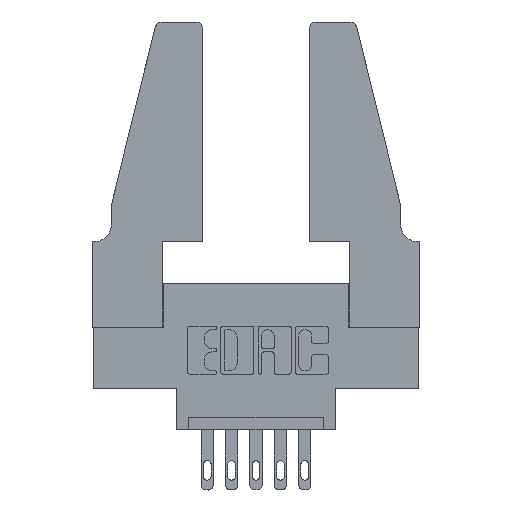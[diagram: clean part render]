
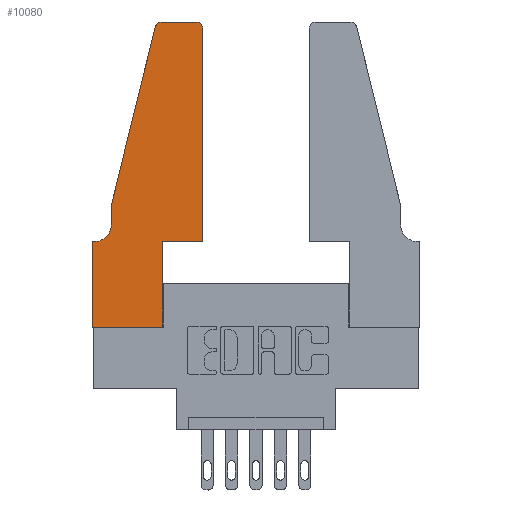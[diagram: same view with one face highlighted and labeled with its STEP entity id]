
A CAD part, top view. The second image highlights one B-rep face of the part: STEP entity #10080.
In plain terms, the highlighted planar face has unit normal (0, 0, 1).
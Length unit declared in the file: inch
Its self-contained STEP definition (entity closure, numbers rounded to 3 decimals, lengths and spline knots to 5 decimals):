
#210 = VERTEX_POINT ( 'NONE', #6233 ) ;
#238 = EDGE_LOOP ( 'NONE', ( #8785, #10768, #5601, #5630, #7145, #3648, #9757, #5240, #8674, #3543, #5406, #7963 ) ) ;
#296 = VECTOR ( 'NONE', #4590, 39.37008 ) ;
#450 = DIRECTION ( 'NONE',  ( 0., 1., 0. ) ) ;
#606 = DIRECTION ( 'NONE',  ( 0., 1., 0. ) ) ;
#780 = VECTOR ( 'NONE', #1850, 39.37008 ) ;
#781 = AXIS2_PLACEMENT_3D ( 'NONE', #4171, #3202, #4053 ) ;
#784 = VERTEX_POINT ( 'NONE', #6368 ) ;
#800 = CIRCLE ( 'NONE', #4922, 0.07 ) ;
#1037 = CARTESIAN_POINT ( 'NONE',  ( 0.2605, 1.25, 0.37 ) ) ;
#1046 = DIRECTION ( 'NONE',  ( -1., 0., 0. ) ) ;
#1165 = LINE ( 'NONE', #2804, #7092 ) ;
#1495 = VERTEX_POINT ( 'NONE', #9059 ) ;
#1563 = CARTESIAN_POINT ( 'NONE',  ( 0.25487, 1.22718, 0.37 ) ) ;
#1850 = DIRECTION ( 'NONE',  ( 0., -1., 0. ) ) ;
#1932 = LINE ( 'NONE', #5745, #9647 ) ;
#1965 = DIRECTION ( 'NONE',  ( 1., 0., 0. ) ) ;
#2004 = CARTESIAN_POINT ( 'NONE',  ( 0.0755, 0.5, 0.37 ) ) ;
#2006 = CARTESIAN_POINT ( 'NONE',  ( 0.0055, 0.42, 0.37 ) ) ;
#2091 = VECTOR ( 'NONE', #5427, 39.37008 ) ;
#2111 = EDGE_CURVE ( 'NONE', #210, #6703, #6450, .T. ) ;
#2156 = EDGE_CURVE ( 'NONE', #9513, #784, #800, .T. ) ;
#2160 = VERTEX_POINT ( 'NONE', #7010 ) ;
#2161 = DIRECTION ( 'NONE',  ( 1., 0., 0. ) ) ;
#2477 = DIRECTION ( 'NONE',  ( 1., 0., 0. ) ) ;
#2775 = DIRECTION ( 'NONE',  ( -1., 0., 0. ) ) ;
#2804 = CARTESIAN_POINT ( 'NONE',  ( 0.4505, 0.35, 0.37 ) ) ;
#3001 = EDGE_CURVE ( 'NONE', #10096, #9513, #9261, .T. ) ;
#3202 = DIRECTION ( 'NONE',  ( 0., 0., 1. ) ) ;
#3223 = VERTEX_POINT ( 'NONE', #1563 ) ;
#3543 = ORIENTED_EDGE ( 'NONE', *, *, #9972, .T. ) ;
#3648 = ORIENTED_EDGE ( 'NONE', *, *, #10737, .T. ) ;
#3759 = CARTESIAN_POINT ( 'NONE',  ( 0.4505, 0.35, 0.37 ) ) ;
#3781 = DIRECTION ( 'NONE',  ( 0., 0., 1. ) ) ;
#3829 = CARTESIAN_POINT ( 'NONE',  ( 0.2865, 0., 0.37 ) ) ;
#4053 = DIRECTION ( 'NONE',  ( 1., 0., 0. ) ) ;
#4171 = CARTESIAN_POINT ( 'NONE',  ( 0.284, 1.22, 0.37 ) ) ;
#4180 = LINE ( 'NONE', #7181, #2091 ) ;
#4305 = FACE_OUTER_BOUND ( 'NONE', #238, .T. ) ;
#4590 = DIRECTION ( 'NONE',  ( -0.239, -0.971, 0. ) ) ;
#4825 = AXIS2_PLACEMENT_3D ( 'NONE', #5668, #10796, #2477 ) ;
#4841 = EDGE_CURVE ( 'NONE', #2160, #3223, #6265, .T. ) ;
#4922 = AXIS2_PLACEMENT_3D ( 'NONE', #2006, #10475, #2775 ) ;
#5238 = LINE ( 'NONE', #1037, #8414 ) ;
#5240 = ORIENTED_EDGE ( 'NONE', *, *, #2111, .T. ) ;
#5406 = ORIENTED_EDGE ( 'NONE', *, *, #6727, .T. ) ;
#5427 = DIRECTION ( 'NONE',  ( 0., -1., 0. ) ) ;
#5601 = ORIENTED_EDGE ( 'NONE', *, *, #8285, .T. ) ;
#5630 = ORIENTED_EDGE ( 'NONE', *, *, #3001, .T. ) ;
#5668 = CARTESIAN_POINT ( 'NONE',  ( 0.4205, 1.22, 0.37 ) ) ;
#5735 = LINE ( 'NONE', #10290, #9900 ) ;
#5745 = CARTESIAN_POINT ( 'NONE',  ( 0.2865, 0.35, 0.37 ) ) ;
#5944 = LINE ( 'NONE', #10632, #296 ) ;
#6021 = VERTEX_POINT ( 'NONE', #7335 ) ;
#6233 = CARTESIAN_POINT ( 'NONE',  ( 0., 0., 0.37 ) ) ;
#6265 = CIRCLE ( 'NONE', #781, 0.03 ) ;
#6269 = CARTESIAN_POINT ( 'NONE',  ( 0.4505, 1.22, 0.37 ) ) ;
#6368 = CARTESIAN_POINT ( 'NONE',  ( 0.0055, 0.35, 0.37 ) ) ;
#6450 = LINE ( 'NONE', #6936, #8995 ) ;
#6677 = CARTESIAN_POINT ( 'NONE',  ( 0.4205, 1.25, 0.37 ) ) ;
#6703 = VERTEX_POINT ( 'NONE', #3829 ) ;
#6727 = EDGE_CURVE ( 'NONE', #10711, #8356, #9601, .T. ) ;
#6936 = CARTESIAN_POINT ( 'NONE',  ( 0., 0., 0.37 ) ) ;
#6993 = PLANE ( 'NONE',  #7733 ) ;
#7010 = CARTESIAN_POINT ( 'NONE',  ( 0.284, 1.25, 0.37 ) ) ;
#7092 = VECTOR ( 'NONE', #1965, 39.37008 ) ;
#7145 = ORIENTED_EDGE ( 'NONE', *, *, #2156, .T. ) ;
#7181 = CARTESIAN_POINT ( 'NONE',  ( 0., 0., 0.37 ) ) ;
#7335 = CARTESIAN_POINT ( 'NONE',  ( 0.2865, 0.35, 0.37 ) ) ;
#7733 = AXIS2_PLACEMENT_3D ( 'NONE', #7987, #3781, #2161 ) ;
#7899 = DIRECTION ( 'NONE',  ( 1., 0., 0. ) ) ;
#7963 = ORIENTED_EDGE ( 'NONE', *, *, #8840, .T. ) ;
#7987 = CARTESIAN_POINT ( 'NONE',  ( 0., 0.35, 0.37 ) ) ;
#8083 = VECTOR ( 'NONE', #450, 39.37008 ) ;
#8285 = EDGE_CURVE ( 'NONE', #3223, #10096, #5944, .T. ) ;
#8303 = EDGE_CURVE ( 'NONE', #1495, #210, #4180, .T. ) ;
#8356 = VERTEX_POINT ( 'NONE', #6269 ) ;
#8414 = VECTOR ( 'NONE', #8760, 39.37008 ) ;
#8674 = ORIENTED_EDGE ( 'NONE', *, *, #10491, .T. ) ;
#8693 = CARTESIAN_POINT ( 'NONE',  ( 0.4505, 0.35, 0.37 ) ) ;
#8760 = DIRECTION ( 'NONE',  ( -1., 0., 0. ) ) ;
#8785 = ORIENTED_EDGE ( 'NONE', *, *, #9558, .T. ) ;
#8840 = EDGE_CURVE ( 'NONE', #8356, #9368, #8977, .T. ) ;
#8977 = CIRCLE ( 'NONE', #4825, 0.03 ) ;
#8995 = VECTOR ( 'NONE', #7899, 39.37008 ) ;
#9059 = CARTESIAN_POINT ( 'NONE',  ( 0., 0.35, 0.37 ) ) ;
#9261 = LINE ( 'NONE', #9430, #780 ) ;
#9368 = VERTEX_POINT ( 'NONE', #6677 ) ;
#9430 = CARTESIAN_POINT ( 'NONE',  ( 0.0755, 0.5, 0.37 ) ) ;
#9513 = VERTEX_POINT ( 'NONE', #10465 ) ;
#9558 = EDGE_CURVE ( 'NONE', #9368, #2160, #5238, .T. ) ;
#9601 = LINE ( 'NONE', #3759, #8083 ) ;
#9647 = VECTOR ( 'NONE', #606, 39.37008 ) ;
#9757 = ORIENTED_EDGE ( 'NONE', *, *, #8303, .T. ) ;
#9900 = VECTOR ( 'NONE', #1046, 39.37008 ) ;
#9972 = EDGE_CURVE ( 'NONE', #6021, #10711, #1165, .T. ) ;
#10080 = ADVANCED_FACE ( 'NONE', ( #4305 ), #6993, .T. ) ;
#10096 = VERTEX_POINT ( 'NONE', #2004 ) ;
#10290 = CARTESIAN_POINT ( 'NONE',  ( 0.0755, 0.35, 0.37 ) ) ;
#10465 = CARTESIAN_POINT ( 'NONE',  ( 0.0755, 0.42, 0.37 ) ) ;
#10475 = DIRECTION ( 'NONE',  ( 0., 0., -1. ) ) ;
#10491 = EDGE_CURVE ( 'NONE', #6703, #6021, #1932, .T. ) ;
#10632 = CARTESIAN_POINT ( 'NONE',  ( 0.0755, 0.5, 0.37 ) ) ;
#10711 = VERTEX_POINT ( 'NONE', #8693 ) ;
#10737 = EDGE_CURVE ( 'NONE', #784, #1495, #5735, .T. ) ;
#10768 = ORIENTED_EDGE ( 'NONE', *, *, #4841, .T. ) ;
#10796 = DIRECTION ( 'NONE',  ( 0., 0., 1. ) ) ;
